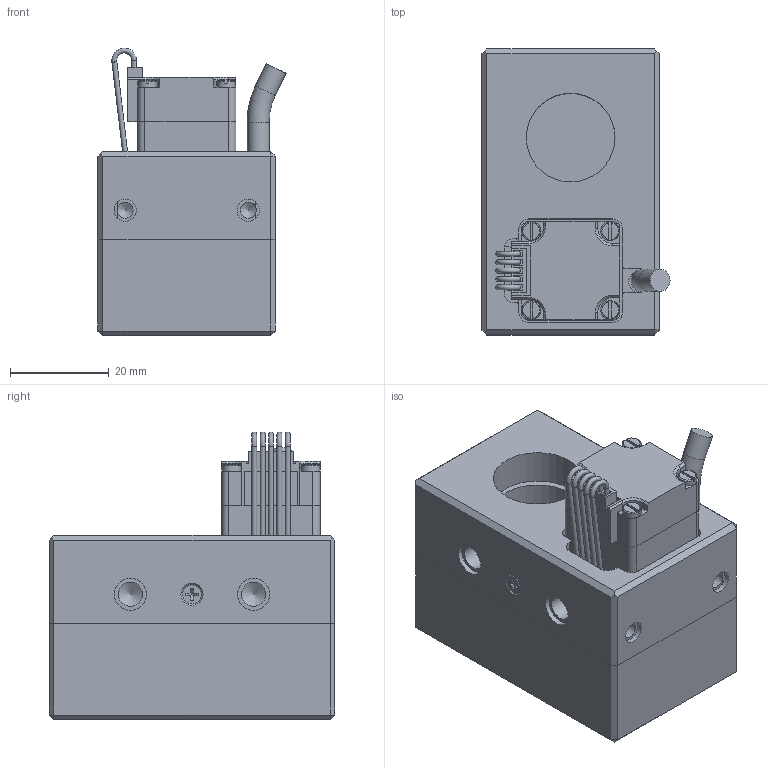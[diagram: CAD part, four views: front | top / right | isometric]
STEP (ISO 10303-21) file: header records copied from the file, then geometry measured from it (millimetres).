
FILE_DESCRIPTION(/* description */ (''),/* implementation_level */ '2;1');
FILE_NAME(/* name */ 'Rotator v1.2.step',/* time_stamp */ '2021-09-28T13:27:08+03:00',/* author */ (''),/* organization */ (''),/* preprocessor_version */ 'ST-DEVELOPER v18.1',/* originating_system */ 'Autodesk Translation Framework v10.10.0.1391',/* authorisation */ '');
FILE_SCHEMA (('AUTOMOTIVE_DESIGN { 1 0 10303 214 3 1 1 }'));
Length unit declared in the file: millimetre
Products named in the file (34): Rotator-v1.2; W 61804-2Z; W 61804-2Z_PART1; W 61804-2Z_PART2; W 61804-2Z_PART3; SLPAv1-15-01; SLPAv1-14-00; Magnet 2x2; SLPAv1-01-05; ANSI B18.3.1M - M2x0 (2); SLPAv1-03-03; SLPAv1-09-00; ISO 7046-1 - M2.5 x 20 - 4; ISO 7046-1 - M2.5 x 16 - 4; ISO 7046-1 - M2 x 5 - 4; SM1RR; 91420A002; Waveplate1 v7; Component54; Component55; Component56; BS 4183 - M1,6 x 3(2) I; motor; Stator_ST2018_S; Frontcap_ST2018; shaft_forward_ST2018; leads_4_ST2018; Endkappe_ST2018_A; Schraubenkopf; SLPAv1-17-00; SLPAv1-22-00; Component77; HD15 cable; 91698A201
Assembly tree (58 placements, depth 3):
  Rotator-v1.2
    W 61804-2Z
      W 61804-2Z_PART1
      W 61804-2Z_PART2
      W 61804-2Z_PART3  x13
    SLPAv1-15-01
    SLPAv1-14-00
    Magnet 2x2
    SLPAv1-01-05
    ANSI B18.3.1M - M2x0 (2)
    SLPAv1-03-03
    SLPAv1-09-00
    BS 4183 - M1,6 x 3(2) I  x3
    ISO 7046-1 - M2.5 x 20 - 4  x3
    ISO 7046-1 - M2.5 x 16 - 4
    ISO 7046-1 - M2 x 5 - 4  x2
    SM1RR
    91420A002
    Waveplate1 v7
      Component54
      Component55
      Component56
    motor
      Stator_ST2018_S
      Frontcap_ST2018
      shaft_forward_ST2018
      leads_4_ST2018
      Schraubenkopf  x4
      Endkappe_ST2018_A
    SLPAv1-17-00
    SLPAv1-22-00
    Component77  x5
    HD15 cable
    91698A201  x2
Bounding box: 38.15 x 58 x 58.41 mm (x, y, z)
Volume: 47537.1 mm3; surface area: 51756.6 mm2
Topology: 53 solids, 54 shells, 1395 faces, 3808 edges, 2517 vertices
Faces by surface type: plane 602, cylinder 599, cone 133, torus 44, sphere 13, bspline 4
Full cylindrical faces by diameter (mm): 1 x15, 1.22 x1, 1.221 x3, 1.459 x16, 1.567 x7, 1.6 x8, 2 x24, 2.013 x4, 2.2 x4, 2.224 x4, 2.5 x4, 2.6 x4, 3.242 x2, 3.8 x5, 4 x8, 4.2 x1, 4.4 x2, 4.5 x4, 4.7 x4, 4.917 x4, 5.6 x2, 6 x1, 6.5 x4, 7 x1, 12 x2, 15 x2, 18 x4, 20 x4, 20.001 x1, 22 x1
Entity records: 42998 total; most frequent: CARTESIAN_POINT 9678, DIRECTION 7065, ORIENTED_EDGE 6646, EDGE_CURVE 3323, AXIS2_PLACEMENT_3D 2579, VERTEX_POINT 2212, LINE 1907, VECTOR 1907
